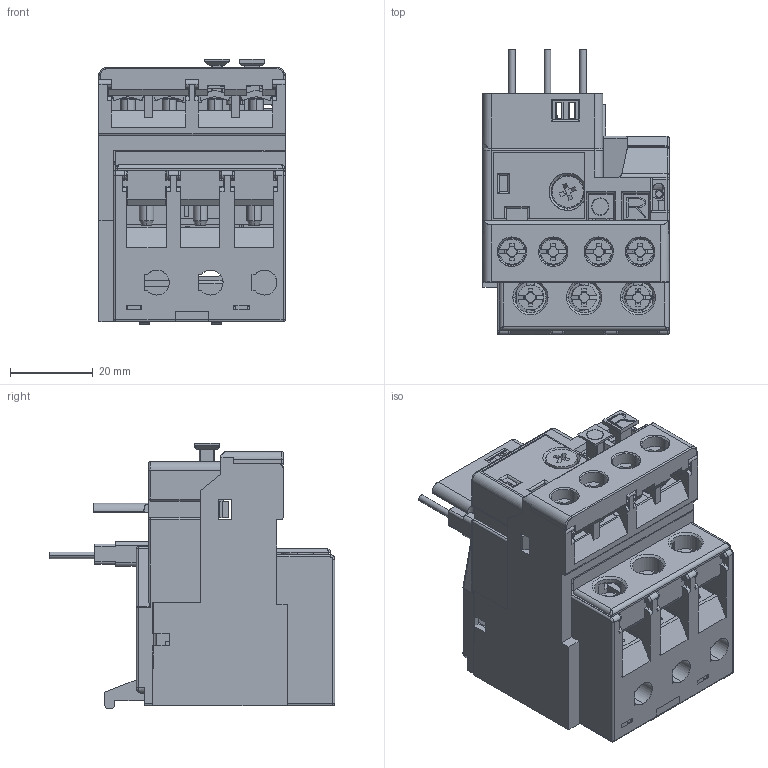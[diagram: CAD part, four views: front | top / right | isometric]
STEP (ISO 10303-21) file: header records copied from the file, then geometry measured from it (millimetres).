
FILE_DESCRIPTION((''),'2;1');
FILE_NAME('PRT0004','2020-10-06T22:59:56',('MScigan'),('Rockwell Automation Switzerland GmbH'),'CREO PARAMETRIC BY PTC INC, 2019444','CREO PARAMETRIC BY PTC INC, 2019444','');
FILE_SCHEMA(('AUTOMOTIVE_DESIGN { 1 0 10303 214 1 1 1 1 }'));
Length unit declared in the file: millimetre
Products named in the file (1): PRT0004
Bounding box: 45 x 69 x 64.2 mm (x, y, z)
Surface area: 36980.2 mm2 (no closed solid volume)
Topology: 0 solids, 724 shells, 982 faces, 5730 edges, 5436 vertices
Faces by surface type: plane 639, cylinder 248, cone 57, bspline 14, torus 11, sphere 10, revolution 2, extrusion 1
Entity records: 58773 total; most frequent: CARTESIAN_POINT 15324, DIRECTION 7908, ORIENTED_EDGE 6240, EDGE_CURVE 5716, VERTEX_POINT 5438, VECTOR 4375, LINE 4374, AXIS2_PLACEMENT_3D 1764
